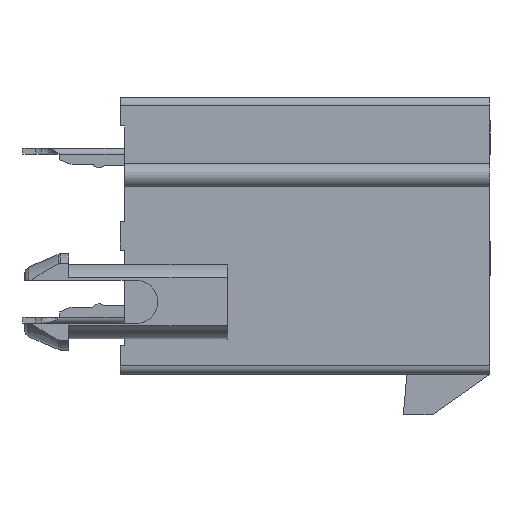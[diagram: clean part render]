
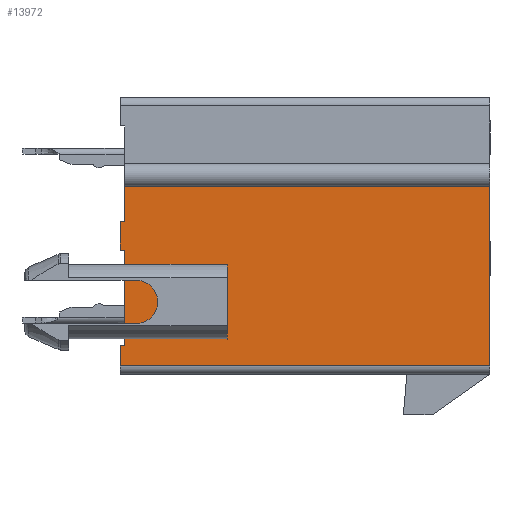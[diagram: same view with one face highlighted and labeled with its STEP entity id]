
A CAD part, left-side view. The second image highlights one B-rep face of the part: STEP entity #13972.
In plain terms, the highlighted planar face has unit normal (-1, 0, 0).
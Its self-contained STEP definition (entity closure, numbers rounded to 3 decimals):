
#93=CARTESIAN_POINT('',(-25.8,0.,1.7));
#94=VERTEX_POINT('',#93);
#102=CARTESIAN_POINT('',(-25.8,0.,-4.5));
#103=VERTEX_POINT('',#102);
#104=CARTESIAN_POINT('',(-25.8,0.,1.7));
#105=DIRECTION('',(0.,0.,-1.));
#106=VECTOR('',#105,6.2);
#107=LINE('',#104,#106);
#108=EDGE_CURVE('',#94,#103,#107,.T.);
#1381=CARTESIAN_POINT('',(-25.8,12.8,-4.5));
#1382=VERTEX_POINT('',#1381);
#1399=CARTESIAN_POINT('',(-25.8,0.,-4.5));
#1400=DIRECTION('',(0.,1.,0.));
#1401=VECTOR('',#1400,12.8);
#1402=LINE('',#1399,#1401);
#1403=EDGE_CURVE('',#103,#1382,#1402,.T.);
#2666=CARTESIAN_POINT('',(-25.8,12.8,0.5));
#2667=VERTEX_POINT('',#2666);
#2668=CARTESIAN_POINT('',(-25.8,12.65,0.5));
#2669=VERTEX_POINT('',#2668);
#2670=CARTESIAN_POINT('',(-25.8,12.8,0.5));
#2671=DIRECTION('',(0.,-1.,0.));
#2672=VECTOR('',#2671,0.15);
#2673=LINE('',#2670,#2672);
#2674=EDGE_CURVE('',#2667,#2669,#2673,.T.);
#2778=CARTESIAN_POINT('',(-25.8,12.8,-0.5));
#2779=VERTEX_POINT('',#2778);
#2786=CARTESIAN_POINT('',(-25.8,12.8,-0.5));
#2787=DIRECTION('',(0.,0.,1.));
#2788=VECTOR('',#2787,1.);
#2789=LINE('',#2786,#2788);
#2790=EDGE_CURVE('',#2779,#2667,#2789,.T.);
#2801=CARTESIAN_POINT('',(-25.8,12.65,-0.5));
#2802=VERTEX_POINT('',#2801);
#2803=CARTESIAN_POINT('',(-25.8,12.65,-0.5));
#2804=DIRECTION('',(0.,1.,0.));
#2805=VECTOR('',#2804,0.15);
#2806=LINE('',#2803,#2805);
#2807=EDGE_CURVE('',#2802,#2779,#2806,.T.);
#2832=CARTESIAN_POINT('',(-25.8,12.65,-3.8));
#2833=VERTEX_POINT('',#2832);
#2834=CARTESIAN_POINT('',(-25.8,12.65,-3.8));
#2835=DIRECTION('',(0.,0.,1.));
#2836=VECTOR('',#2835,3.3);
#2837=LINE('',#2834,#2836);
#2838=EDGE_CURVE('',#2833,#2802,#2837,.T.);
#2863=CARTESIAN_POINT('',(-25.8,12.8,-3.8));
#2864=VERTEX_POINT('',#2863);
#2865=CARTESIAN_POINT('',(-25.8,12.8,-3.8));
#2866=DIRECTION('',(0.,-1.,0.));
#2867=VECTOR('',#2866,0.15);
#2868=LINE('',#2865,#2867);
#2869=EDGE_CURVE('',#2864,#2833,#2868,.T.);
#2918=CARTESIAN_POINT('',(-25.8,12.8,-4.5));
#2919=DIRECTION('',(0.,0.,1.));
#2920=VECTOR('',#2919,0.7);
#2921=LINE('',#2918,#2920);
#2922=EDGE_CURVE('',#1382,#2864,#2921,.T.);
#13884=CARTESIAN_POINT('',(-25.8,12.65,1.7));
#13885=VERTEX_POINT('',#13884);
#13893=CARTESIAN_POINT('',(-25.8,12.65,1.7));
#13894=DIRECTION('',(0.,-1.,0.));
#13895=VECTOR('',#13894,12.65);
#13896=LINE('',#13893,#13895);
#13897=EDGE_CURVE('',#13885,#94,#13896,.T.);
#13907=CARTESIAN_POINT('',(-25.8,12.65,0.5));
#13908=DIRECTION('',(0.,0.,1.));
#13909=VECTOR('',#13908,1.2);
#13910=LINE('',#13907,#13909);
#13911=EDGE_CURVE('',#2669,#13885,#13910,.T.);
#13921=CARTESIAN_POINT('',(-25.8,6.4,0.));
#13922=DIRECTION('',(0.,-1.,0.));
#13923=DIRECTION('',(-1.,0.,0.));
#13924=AXIS2_PLACEMENT_3D('',#13921,#13923,#13922);
#13925=PLANE('',#13924);
#13926=ORIENTED_EDGE('',*,*,#13897,.F.);
#13927=ORIENTED_EDGE('',*,*,#13911,.F.);
#13928=ORIENTED_EDGE('',*,*,#2674,.F.);
#13929=ORIENTED_EDGE('',*,*,#2790,.F.);
#13930=ORIENTED_EDGE('',*,*,#2807,.F.);
#13931=ORIENTED_EDGE('',*,*,#2838,.F.);
#13932=ORIENTED_EDGE('',*,*,#2869,.F.);
#13933=ORIENTED_EDGE('',*,*,#2922,.F.);
#13934=ORIENTED_EDGE('',*,*,#1403,.F.);
#13935=ORIENTED_EDGE('',*,*,#108,.F.);
#13936=EDGE_LOOP('',(#13926,#13927,#13928,#13929,#13930,#13931,#13932,#13933,#13934,#13935));
#13937=FACE_OUTER_BOUND('',#13936,.T.);
#13938=CARTESIAN_POINT('',(-25.8,9.1,-1.459));
#13939=VERTEX_POINT('',#13938);
#13940=CARTESIAN_POINT('',(-25.8,9.1,-3.121));
#13941=VERTEX_POINT('',#13940);
#13942=CARTESIAN_POINT('',(-25.8,9.1,-1.459));
#13943=DIRECTION('',(0.,0.,-1.));
#13944=VECTOR('',#13943,1.661);
#13945=LINE('',#13942,#13944);
#13946=EDGE_CURVE('',#13939,#13941,#13945,.T.);
#13947=ORIENTED_EDGE('',*,*,#13946,.T.);
#13948=CARTESIAN_POINT('',(-25.8,11.5,-3.121));
#13949=VERTEX_POINT('',#13948);
#13950=CARTESIAN_POINT('',(-25.8,9.1,-3.121));
#13951=DIRECTION('',(0.,1.,0.));
#13952=VECTOR('',#13951,2.4);
#13953=LINE('',#13950,#13952);
#13954=EDGE_CURVE('',#13941,#13949,#13953,.T.);
#13955=ORIENTED_EDGE('',*,*,#13954,.T.);
#13956=CARTESIAN_POINT('',(-25.8,11.5,-1.459));
#13957=VERTEX_POINT('',#13956);
#13958=CARTESIAN_POINT('',(-25.8,11.5,-3.121));
#13959=DIRECTION('',(0.,0.,1.));
#13960=VECTOR('',#13959,1.661);
#13961=LINE('',#13958,#13960);
#13962=EDGE_CURVE('',#13949,#13957,#13961,.T.);
#13963=ORIENTED_EDGE('',*,*,#13962,.T.);
#13964=CARTESIAN_POINT('',(-25.8,11.5,-1.459));
#13965=DIRECTION('',(0.,-1.,0.));
#13966=VECTOR('',#13965,2.4);
#13967=LINE('',#13964,#13966);
#13968=EDGE_CURVE('',#13957,#13939,#13967,.T.);
#13969=ORIENTED_EDGE('',*,*,#13968,.T.);
#13970=EDGE_LOOP('',(#13947,#13955,#13963,#13969));
#13971=FACE_BOUND('',#13970,.T.);
#13972=ADVANCED_FACE('',(#13937,#13971),#13925,.T.);
